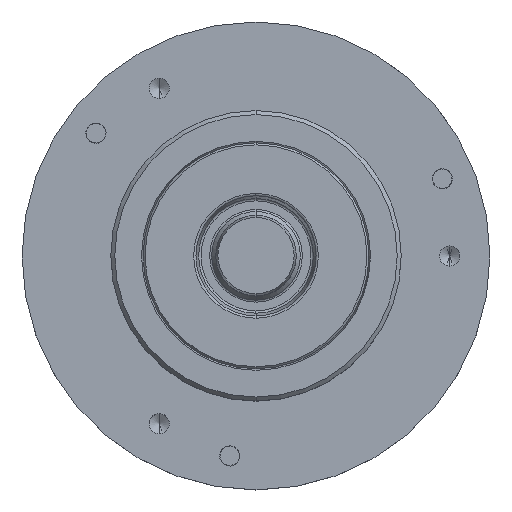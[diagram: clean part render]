
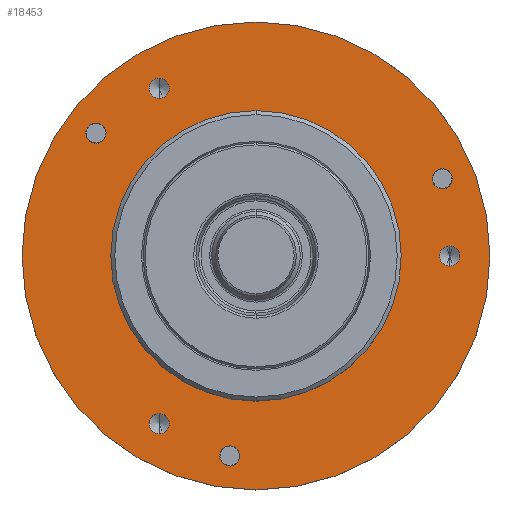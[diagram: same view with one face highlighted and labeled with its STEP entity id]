
A CAD part, top view. The second image highlights one B-rep face of the part: STEP entity #18453.
In plain terms, the highlighted planar face has unit normal (0, 0, 1).
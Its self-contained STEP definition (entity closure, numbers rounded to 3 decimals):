
#3770=CARTESIAN_POINT('',(0.,0.,17.));
#3771=DIRECTION('',(0.,0.,1.));
#3772=DIRECTION('',(1.,0.,0.));
#3773=AXIS2_PLACEMENT_3D('',#3770,#3771,#3772);
#3775=CARTESIAN_POINT('',(0.,0.,17.));
#3776=DIRECTION('',(0.,0.,1.));
#3777=DIRECTION('',(-1.,0.,0.));
#3778=AXIS2_PLACEMENT_3D('',#3775,#3776,#3777);
#3780=CARTESIAN_POINT('',(-19.834,15.219,17.));
#3781=DIRECTION('',(0.,0.,-1.));
#3782=DIRECTION('',(-0.793,0.609,0.));
#3783=AXIS2_PLACEMENT_3D('',#3780,#3781,#3782);
#3785=CARTESIAN_POINT('',(-19.834,15.219,17.));
#3786=DIRECTION('',(0.,0.,-1.));
#3787=DIRECTION('',(0.793,-0.609,0.));
#3788=AXIS2_PLACEMENT_3D('',#3785,#3786,#3787);
#3790=CARTESIAN_POINT('',(-3.263,-24.786,17.));
#3791=DIRECTION('',(0.,0.,-1.));
#3792=DIRECTION('',(-0.131,-0.991,0.));
#3793=AXIS2_PLACEMENT_3D('',#3790,#3791,#3792);
#3795=CARTESIAN_POINT('',(-3.263,-24.786,17.));
#3796=DIRECTION('',(0.,0.,-1.));
#3797=DIRECTION('',(0.131,0.991,0.));
#3798=AXIS2_PLACEMENT_3D('',#3795,#3796,#3797);
#3800=CARTESIAN_POINT('',(23.097,9.567,17.));
#3801=DIRECTION('',(0.,0.,-1.));
#3802=DIRECTION('',(0.924,0.383,0.));
#3803=AXIS2_PLACEMENT_3D('',#3800,#3801,#3802);
#3805=CARTESIAN_POINT('',(23.097,9.567,17.));
#3806=DIRECTION('',(0.,0.,-1.));
#3807=DIRECTION('',(-0.924,-0.383,0.));
#3808=AXIS2_PLACEMENT_3D('',#3805,#3806,#3807);
#3810=CARTESIAN_POINT('',(-12.,-20.785,17.));
#3811=DIRECTION('',(0.,0.,1.));
#3812=DIRECTION('',(0.,-1.,0.));
#3813=AXIS2_PLACEMENT_3D('',#3810,#3811,#3812);
#3815=CARTESIAN_POINT('',(-12.,-20.785,17.));
#3816=DIRECTION('',(0.,0.,1.));
#3817=DIRECTION('',(0.,1.,0.));
#3818=AXIS2_PLACEMENT_3D('',#3815,#3816,#3817);
#3820=CARTESIAN_POINT('',(-12.,20.785,17.));
#3821=DIRECTION('',(0.,0.,1.));
#3822=DIRECTION('',(0.,-1.,0.));
#3823=AXIS2_PLACEMENT_3D('',#3820,#3821,#3822);
#3825=CARTESIAN_POINT('',(-12.,20.785,17.));
#3826=DIRECTION('',(0.,0.,1.));
#3827=DIRECTION('',(0.,1.,0.));
#3828=AXIS2_PLACEMENT_3D('',#3825,#3826,#3827);
#3830=CARTESIAN_POINT('',(24.,0.,17.));
#3831=DIRECTION('',(0.,0.,1.));
#3832=DIRECTION('',(0.,-1.,0.));
#3833=AXIS2_PLACEMENT_3D('',#3830,#3831,#3832);
#3835=CARTESIAN_POINT('',(24.,0.,17.));
#3836=DIRECTION('',(0.,0.,1.));
#3837=DIRECTION('',(0.,1.,0.));
#3838=AXIS2_PLACEMENT_3D('',#3835,#3836,#3837);
#3848=CARTESIAN_POINT('',(0.,0.,17.));
#3849=DIRECTION('',(0.,0.,1.));
#3850=DIRECTION('',(0.,1.,0.));
#3851=AXIS2_PLACEMENT_3D('',#3848,#3849,#3850);
#3885=CARTESIAN_POINT('',(0.,0.,17.));
#3886=DIRECTION('',(0.,0.,-1.));
#3887=DIRECTION('',(0.,1.,0.));
#3888=AXIS2_PLACEMENT_3D('',#3885,#3886,#3887);
#14619=CARTESIAN_POINT('',(0.,18.,17.));
#14620=CARTESIAN_POINT('',(0.,-18.,17.));
#14621=VERTEX_POINT('',#14619);
#14622=VERTEX_POINT('',#14620);
#14623=CARTESIAN_POINT('',(29.,0.,17.));
#14624=CARTESIAN_POINT('',(-29.,0.,17.));
#14625=VERTEX_POINT('',#14623);
#14626=VERTEX_POINT('',#14624);
#14627=CARTESIAN_POINT('',(-20.826,15.98,17.));
#14628=CARTESIAN_POINT('',(-18.842,14.458,17.));
#14629=VERTEX_POINT('',#14627);
#14630=VERTEX_POINT('',#14628);
#14631=CARTESIAN_POINT('',(-3.426,-26.025,17.));
#14632=CARTESIAN_POINT('',(-3.1,-23.547,17.));
#14633=VERTEX_POINT('',#14631);
#14634=VERTEX_POINT('',#14632);
#14635=CARTESIAN_POINT('',(24.252,10.045,17.));
#14636=CARTESIAN_POINT('',(21.942,9.089,17.));
#14637=VERTEX_POINT('',#14635);
#14638=VERTEX_POINT('',#14636);
#14645=CARTESIAN_POINT('',(-12.,-22.035,17.));
#14646=CARTESIAN_POINT('',(-12.,-19.535,17.));
#14647=VERTEX_POINT('',#14645);
#14648=VERTEX_POINT('',#14646);
#14655=CARTESIAN_POINT('',(-12.,19.535,17.));
#14656=CARTESIAN_POINT('',(-12.,22.035,17.));
#14657=VERTEX_POINT('',#14655);
#14658=VERTEX_POINT('',#14656);
#14665=CARTESIAN_POINT('',(24.,-1.25,17.));
#14666=CARTESIAN_POINT('',(24.,1.25,17.));
#14667=VERTEX_POINT('',#14665);
#14668=VERTEX_POINT('',#14666);
#18401=CARTESIAN_POINT('',(0.,0.,17.));
#18402=DIRECTION('',(0.,0.,-1.));
#18403=DIRECTION('',(0.,1.,0.));
#18404=AXIS2_PLACEMENT_3D('',#18401,#18402,#18403);
#18405=PLANE('',#18404);
#18406=ORIENTED_EDGE('',*,*,#18391,.F.);
#18408=ORIENTED_EDGE('',*,*,#18407,.F.);
#18409=EDGE_LOOP('',(#18406,#18408));
#18410=FACE_OUTER_BOUND('',#18409,.F.);
#18412=ORIENTED_EDGE('',*,*,#18411,.T.);
#18414=ORIENTED_EDGE('',*,*,#18413,.F.);
#18415=EDGE_LOOP('',(#18412,#18414));
#18416=FACE_BOUND('',#18415,.F.);
#18418=ORIENTED_EDGE('',*,*,#18417,.F.);
#18420=ORIENTED_EDGE('',*,*,#18419,.F.);
#18421=EDGE_LOOP('',(#18418,#18420));
#18422=FACE_BOUND('',#18421,.F.);
#18424=ORIENTED_EDGE('',*,*,#18423,.F.);
#18426=ORIENTED_EDGE('',*,*,#18425,.F.);
#18427=EDGE_LOOP('',(#18424,#18426));
#18428=FACE_BOUND('',#18427,.F.);
#18430=ORIENTED_EDGE('',*,*,#18429,.F.);
#18432=ORIENTED_EDGE('',*,*,#18431,.F.);
#18433=EDGE_LOOP('',(#18430,#18432));
#18434=FACE_BOUND('',#18433,.F.);
#18436=ORIENTED_EDGE('',*,*,#18435,.T.);
#18438=ORIENTED_EDGE('',*,*,#18437,.T.);
#18439=EDGE_LOOP('',(#18436,#18438));
#18440=FACE_BOUND('',#18439,.F.);
#18442=ORIENTED_EDGE('',*,*,#18441,.T.);
#18444=ORIENTED_EDGE('',*,*,#18443,.T.);
#18445=EDGE_LOOP('',(#18442,#18444));
#18446=FACE_BOUND('',#18445,.F.);
#18448=ORIENTED_EDGE('',*,*,#18447,.T.);
#18450=ORIENTED_EDGE('',*,*,#18449,.T.);
#18451=EDGE_LOOP('',(#18448,#18450));
#18452=FACE_BOUND('',#18451,.F.);
#3774=CIRCLE('',#3773,29.);
#3779=CIRCLE('',#3778,29.);
#3784=CIRCLE('',#3783,1.25);
#3789=CIRCLE('',#3788,1.25);
#3794=CIRCLE('',#3793,1.25);
#3799=CIRCLE('',#3798,1.25);
#3804=CIRCLE('',#3803,1.25);
#3809=CIRCLE('',#3808,1.25);
#3814=CIRCLE('',#3813,1.25);
#3819=CIRCLE('',#3818,1.25);
#3824=CIRCLE('',#3823,1.25);
#3829=CIRCLE('',#3828,1.25);
#3834=CIRCLE('',#3833,1.25);
#3839=CIRCLE('',#3838,1.25);
#3852=CIRCLE('',#3851,18.);
#3889=CIRCLE('',#3888,18.);
#18391=EDGE_CURVE('',#14625,#14626,#3774,.T.);
#18407=EDGE_CURVE('',#14626,#14625,#3779,.T.);
#18411=EDGE_CURVE('',#14621,#14622,#3852,.T.);
#18413=EDGE_CURVE('',#14621,#14622,#3889,.T.);
#18417=EDGE_CURVE('',#14629,#14630,#3784,.T.);
#18419=EDGE_CURVE('',#14630,#14629,#3789,.T.);
#18423=EDGE_CURVE('',#14633,#14634,#3794,.T.);
#18425=EDGE_CURVE('',#14634,#14633,#3799,.T.);
#18429=EDGE_CURVE('',#14637,#14638,#3804,.T.);
#18431=EDGE_CURVE('',#14638,#14637,#3809,.T.);
#18435=EDGE_CURVE('',#14647,#14648,#3814,.T.);
#18437=EDGE_CURVE('',#14648,#14647,#3819,.T.);
#18441=EDGE_CURVE('',#14657,#14658,#3824,.T.);
#18443=EDGE_CURVE('',#14658,#14657,#3829,.T.);
#18447=EDGE_CURVE('',#14667,#14668,#3834,.T.);
#18449=EDGE_CURVE('',#14668,#14667,#3839,.T.);
#18453=ADVANCED_FACE('',(#18410,#18416,#18422,#18428,#18434,#18440,#18446,
#18452),#18405,.F.);
